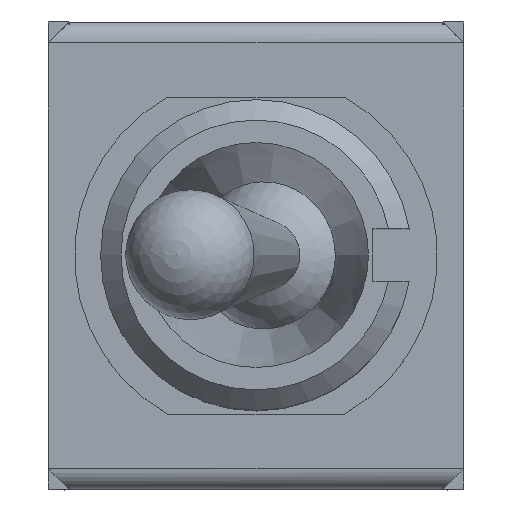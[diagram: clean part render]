
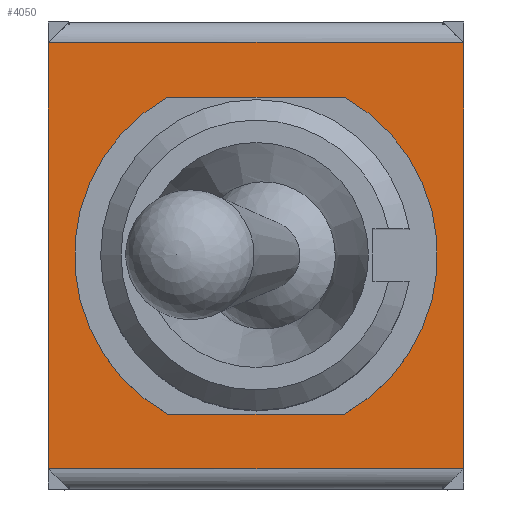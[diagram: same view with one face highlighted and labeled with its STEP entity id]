
A CAD part, top view. The second image highlights one B-rep face of the part: STEP entity #4050.
In plain terms, the highlighted planar face has unit normal (0, 0, 1).
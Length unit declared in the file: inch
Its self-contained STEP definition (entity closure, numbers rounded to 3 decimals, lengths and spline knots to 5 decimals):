
#106=FACE_BOUND('',#615,.T.);
#210=CIRCLE('',#4196,0.13976);
#212=CIRCLE('',#4200,0.13976);
#383=FACE_OUTER_BOUND('',#614,.T.);
#614=EDGE_LOOP('',(#3214,#3215,#3216,#3217,#3218,#3219,#3220,#3221));
#615=EDGE_LOOP('',(#3222,#3223,#3224,#3225));
#754=LINE('',#5609,#1183);
#757=LINE('',#5618,#1186);
#904=LINE('',#7449,#1333);
#908=LINE('',#7458,#1337);
#935=LINE('',#7517,#1364);
#937=LINE('',#7523,#1366);
#940=LINE('',#7528,#1369);
#941=LINE('',#7530,#1370);
#942=LINE('',#7532,#1371);
#943=LINE('',#7533,#1372);
#1183=VECTOR('',#4533,0.3937);
#1186=VECTOR('',#4544,0.3937);
#1333=VECTOR('',#4923,0.3937);
#1337=VECTOR('',#4931,0.3937);
#1364=VECTOR('',#4970,0.3937);
#1366=VECTOR('',#4976,0.3937);
#1369=VECTOR('',#4981,0.3937);
#1370=VECTOR('',#4982,0.3937);
#1371=VECTOR('',#4983,0.3937);
#1372=VECTOR('',#4984,0.3937);
#1609=VERTEX_POINT('',#5599);
#1610=VERTEX_POINT('',#5601);
#1612=VERTEX_POINT('',#5607);
#1614=VERTEX_POINT('',#5613);
#1806=VERTEX_POINT('',#7446);
#1807=VERTEX_POINT('',#7448);
#1810=VERTEX_POINT('',#7456);
#1835=VERTEX_POINT('',#7514);
#1836=VERTEX_POINT('',#7516);
#1838=VERTEX_POINT('',#7522);
#1840=VERTEX_POINT('',#7529);
#1841=VERTEX_POINT('',#7531);
#2015=EDGE_CURVE('',#1610,#1609,#210,.T.);
#2019=EDGE_CURVE('',#1609,#1612,#754,.T.);
#2022=EDGE_CURVE('',#1612,#1614,#212,.T.);
#2024=EDGE_CURVE('',#1614,#1610,#757,.T.);
#2298=EDGE_CURVE('',#1806,#1807,#904,.T.);
#2303=EDGE_CURVE('',#1810,#1806,#908,.T.);
#2333=EDGE_CURVE('',#1835,#1836,#935,.T.);
#2336=EDGE_CURVE('',#1836,#1838,#937,.T.);
#2339=EDGE_CURVE('',#1838,#1810,#940,.T.);
#2340=EDGE_CURVE('',#1840,#1835,#941,.T.);
#2341=EDGE_CURVE('',#1841,#1840,#942,.T.);
#2342=EDGE_CURVE('',#1807,#1841,#943,.T.);
#3214=ORIENTED_EDGE('',*,*,#2298,.F.);
#3215=ORIENTED_EDGE('',*,*,#2303,.F.);
#3216=ORIENTED_EDGE('',*,*,#2339,.F.);
#3217=ORIENTED_EDGE('',*,*,#2336,.F.);
#3218=ORIENTED_EDGE('',*,*,#2333,.F.);
#3219=ORIENTED_EDGE('',*,*,#2340,.F.);
#3220=ORIENTED_EDGE('',*,*,#2341,.F.);
#3221=ORIENTED_EDGE('',*,*,#2342,.F.);
#3222=ORIENTED_EDGE('',*,*,#2015,.T.);
#3223=ORIENTED_EDGE('',*,*,#2019,.T.);
#3224=ORIENTED_EDGE('',*,*,#2022,.T.);
#3225=ORIENTED_EDGE('',*,*,#2024,.T.);
#3847=PLANE('',#4328);
#4050=ADVANCED_FACE('',(#383,#106),#3847,.T.);
#4196=AXIS2_PLACEMENT_3D('',#5602,#4526,#4527);
#4200=AXIS2_PLACEMENT_3D('',#5615,#4539,#4540);
#4328=AXIS2_PLACEMENT_3D('',#7527,#4979,#4980);
#4526=DIRECTION('center_axis',(0.,0.,
-1.));
#4527=DIRECTION('ref_axis',(-0.487,0.873,0.));
#4533=DIRECTION('',(-1.,0.,0.));
#4539=DIRECTION('center_axis',(0.,0.,
-1.));
#4540=DIRECTION('ref_axis',(0.487,-0.873,0.));
#4544=DIRECTION('',(1.,0.,0.));
#4923=DIRECTION('',(1.,0.,0.));
#4931=DIRECTION('',(0.707,0.707,0.));
#4970=DIRECTION('',(-1.,0.,0.));
#4976=DIRECTION('',(-0.707,0.707,0.));
#4979=DIRECTION('center_axis',(0.,0.,
1.));
#4980=DIRECTION('ref_axis',(1.,0.,0.));
#4981=DIRECTION('',(0.,1.,0.));
#4982=DIRECTION('',(-0.707,-0.707,0.));
#4983=DIRECTION('',(0.,-1.,0.));
#4984=DIRECTION('',(0.707,-0.707,0.));
#5599=CARTESIAN_POINT('',(0.06811,-0.12205,0.28858));
#5601=CARTESIAN_POINT('',(0.06811,0.12205,0.28858));
#5602=CARTESIAN_POINT('Origin',(0.,0.,
0.28858));
#5607=CARTESIAN_POINT('',(-0.06811,-0.12205,0.28858));
#5609=CARTESIAN_POINT('',(0.03405,-0.12205,0.28858));
#5613=CARTESIAN_POINT('',(-0.06811,0.12205,0.28858));
#5615=CARTESIAN_POINT('Origin',(0.,0.,
0.28858));
#5618=CARTESIAN_POINT('',(-0.03405,0.12205,0.28858));
#7446=CARTESIAN_POINT('',(-0.15965,0.16417,0.28858));
#7448=CARTESIAN_POINT('',(0.15965,0.16417,0.28858));
#7449=CARTESIAN_POINT('',(-0.08002,0.16417,0.28858));
#7456=CARTESIAN_POINT('',(-0.16004,0.16378,0.28858));
#7458=CARTESIAN_POINT('',(-0.15694,0.16688,0.28858));
#7514=CARTESIAN_POINT('',(0.15965,-0.16417,0.28858));
#7516=CARTESIAN_POINT('',(-0.15965,-0.16417,0.28858));
#7517=CARTESIAN_POINT('',(0.08002,-0.16417,0.28858));
#7522=CARTESIAN_POINT('',(-0.16004,-0.16378,0.28858));
#7523=CARTESIAN_POINT('',(-0.15694,-0.16688,0.28858));
#7527=CARTESIAN_POINT('Origin',(0.,0.,
0.28858));
#7528=CARTESIAN_POINT('',(-0.16004,-0.17992,0.28858));
#7529=CARTESIAN_POINT('',(0.16004,-0.16378,0.28858));
#7530=CARTESIAN_POINT('',(0.15694,-0.16688,0.28858));
#7531=CARTESIAN_POINT('',(0.16004,0.16378,0.28858));
#7532=CARTESIAN_POINT('',(0.16004,0.17992,0.28858));
#7533=CARTESIAN_POINT('',(0.15694,0.16688,0.28858));
